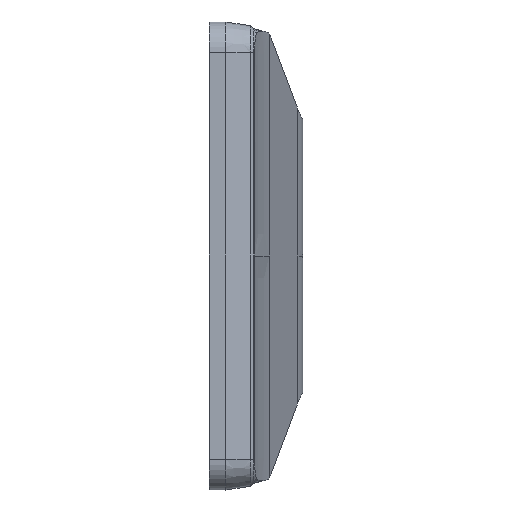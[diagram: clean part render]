
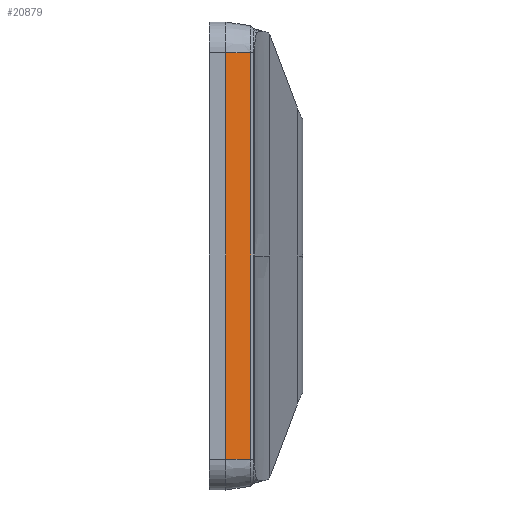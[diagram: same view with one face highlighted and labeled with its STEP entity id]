
A CAD part, front view. The second image highlights one B-rep face of the part: STEP entity #20879.
In plain terms, the highlighted planar face has unit normal (0.144, -0.99, 0).
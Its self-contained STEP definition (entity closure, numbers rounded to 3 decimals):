
#6143=DIRECTION('',(0.,0.,-1.));
#6144=VECTOR('',#6143,66.29);
#6145=CARTESIAN_POINT('',(-45.348,-66.898,
95.202));
#6146=LINE('',#6145,#6144);
#6318=DIRECTION('',(0.989,0.145,0.));
#6319=VECTOR('',#6318,4.105);
#6320=CARTESIAN_POINT('',(-45.348,-66.898,
95.202));
#6321=LINE('',#6320,#6319);
#6605=DIRECTION('',(0.989,0.145,0.));
#6606=VECTOR('',#6605,4.105);
#6607=CARTESIAN_POINT('',(-45.348,-66.898,
28.913));
#6608=LINE('',#6607,#6606);
#6613=CARTESIAN_POINT('',(-41.286,-66.305,
28.913));
#6614=CARTESIAN_POINT('',(-41.286,-66.305,
31.301));
#6615=CARTESIAN_POINT('',(-41.286,-66.305,
35.875));
#6616=CARTESIAN_POINT('',(-41.286,-66.305,
42.086));
#6617=CARTESIAN_POINT('',(-41.286,-66.305,
47.752));
#6618=CARTESIAN_POINT('',(-41.286,-66.305,
52.925));
#6619=CARTESIAN_POINT('',(-41.286,-66.305,
57.659));
#6620=CARTESIAN_POINT('',(-41.286,-66.305,
61.996));
#6621=CARTESIAN_POINT('',(-41.286,-66.305,
65.98));
#6622=CARTESIAN_POINT('',(-41.286,-66.305,
69.64));
#6623=CARTESIAN_POINT('',(-41.286,-66.305,
73.008));
#6624=CARTESIAN_POINT('',(-41.286,-66.305,
76.109));
#6625=CARTESIAN_POINT('',(-41.286,-66.305,
78.967));
#6626=CARTESIAN_POINT('',(-41.286,-66.305,
81.603));
#6627=CARTESIAN_POINT('',(-41.286,-66.305,
84.037));
#6628=CARTESIAN_POINT('',(-41.286,-66.305,
86.284));
#6629=CARTESIAN_POINT('',(-41.286,-66.305,
88.36));
#6630=CARTESIAN_POINT('',(-41.286,-66.305,
90.28));
#6631=CARTESIAN_POINT('',(-41.286,-66.305,
92.056));
#6632=CARTESIAN_POINT('',(-41.287,-66.305,
93.699));
#6633=CARTESIAN_POINT('',(-41.286,-66.305,
94.715));
#6634=CARTESIAN_POINT('',(-41.286,-66.305,
95.202));
#10531=CARTESIAN_POINT('',(-41.286,-66.305,
95.202));
#10533=VERTEX_POINT('',#10531);
#10538=CARTESIAN_POINT('',(-45.348,-66.898,
95.202));
#10539=VERTEX_POINT('',#10538);
#10551=CARTESIAN_POINT('',(-41.286,-66.305,
28.913));
#10553=VERTEX_POINT('',#10551);
#10558=CARTESIAN_POINT('',(-45.348,-66.898,
28.913));
#10559=VERTEX_POINT('',#10558);
#20867=CARTESIAN_POINT('',(-43.317,-66.602,
62.058));
#20868=DIRECTION('',(-0.145,0.989,0.));
#20869=DIRECTION('',(-0.989,-0.145,0.));
#20870=AXIS2_PLACEMENT_3D('',#20867,#20868,#20869);
#20871=PLANE('',#20870);
#20873=ORIENTED_EDGE('',*,*,#20872,.F.);
#20874=ORIENTED_EDGE('',*,*,#20859,.F.);
#20875=ORIENTED_EDGE('',*,*,#20418,.F.);
#20876=ORIENTED_EDGE('',*,*,#20488,.T.);
#20877=EDGE_LOOP('',(#20873,#20874,#20875,#20876));
#20878=FACE_OUTER_BOUND('',#20877,.F.);
#6635=B_SPLINE_CURVE_WITH_KNOTS('',3,(#6613,#6614,#6615,#6616,#6617,#6618,#6619,
#6620,#6621,#6622,#6623,#6624,#6625,#6626,#6627,#6628,#6629,#6630,#6631,#6632,
#6633,#6634),.UNSPECIFIED.,.F.,.F.,(4,1,1,1,1,1,1,1,1,1,1,1,1,1,1,1,1,1,1,4),(
0.,0.053,0.105,0.158,0.211,
0.263,0.316,0.368,0.421,
0.474,0.526,0.579,0.632,
0.684,0.737,0.789,0.842,
0.895,0.947,1.),.UNSPECIFIED.);
#20418=EDGE_CURVE('',#10539,#10559,#6146,.T.);
#20488=EDGE_CURVE('',#10539,#10533,#6321,.T.);
#20859=EDGE_CURVE('',#10559,#10553,#6608,.T.);
#20872=EDGE_CURVE('',#10553,#10533,#6635,.T.);
#20879=ADVANCED_FACE('',(#20878),#20871,.F.);
